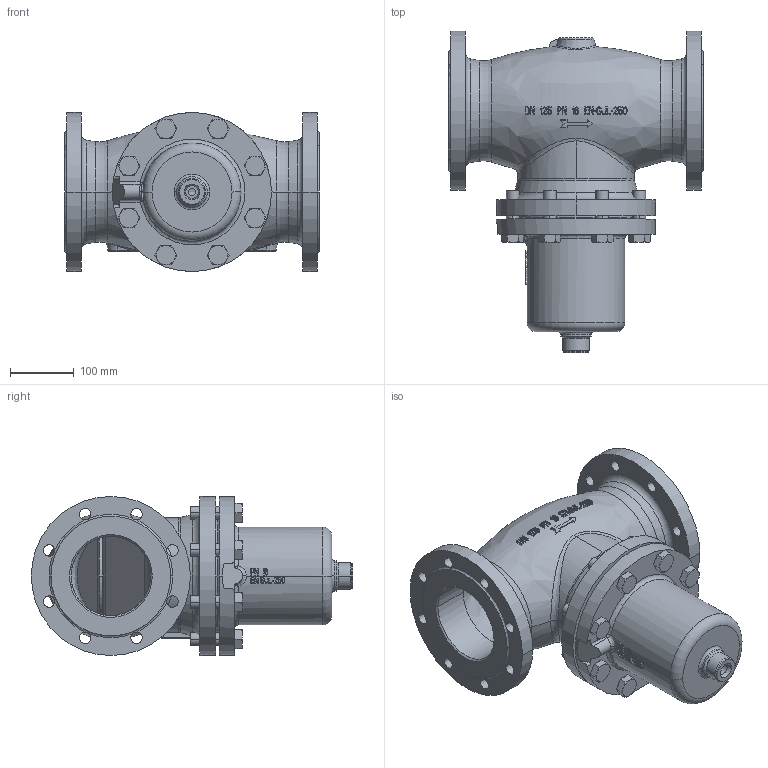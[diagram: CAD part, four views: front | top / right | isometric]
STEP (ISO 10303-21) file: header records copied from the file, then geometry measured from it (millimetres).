
FILE_DESCRIPTION((''),'2;1');
FILE_NAME('065B2397_ASM','2015-03-13T',('u317927'),('Danfoss'),'PRO/ENGINEER BY PARAMETRIC TECHNOLOGY CORPORATION, 2014000','PRO/ENGINEER BY PARAMETRIC TECHNOLOGY CORPORATION, 2014000','');
FILE_SCHEMA(('CONFIG_CONTROL_DESIGN'));
Length unit declared in the file: millimetre
Products named in the file (4): 8861009; 8861017; 5184025; 065B2397_ASM
Assembly tree (10 placements, depth 2):
  065B2397_ASM
    8861009
    8861017
    5184025  x8
Bounding box: 400 x 505.1 x 250 mm (x, y, z)
Volume: 8175164.1 mm3; surface area: 1129570.4 mm2
Topology: 10 solids, 30 shells, 1383 faces, 3730 edges, 2433 vertices
Faces by surface type: plane 909, cylinder 236, cone 105, bspline 75, torus 56, sphere 2
Entity records: 43344 total; most frequent: CARTESIAN_POINT 14641, ORIENTED_EDGE 6596, DIRECTION 5075, EDGE_CURVE 3324, VERTEX_POINT 2181, AXIS2_PLACEMENT_3D 1963, B_SPLINE_CURVE_WITH_KNOTS 1351, EDGE_LOOP 1313
